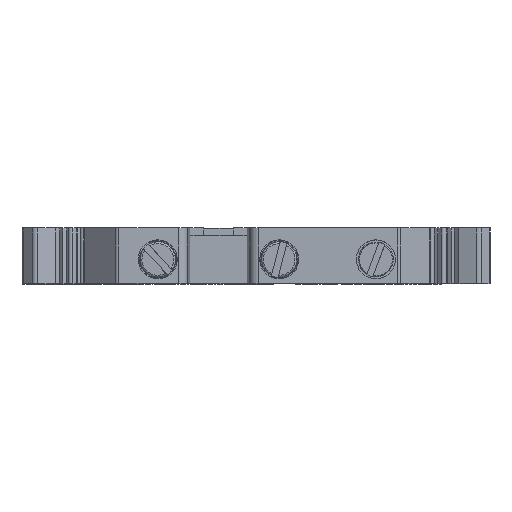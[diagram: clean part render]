
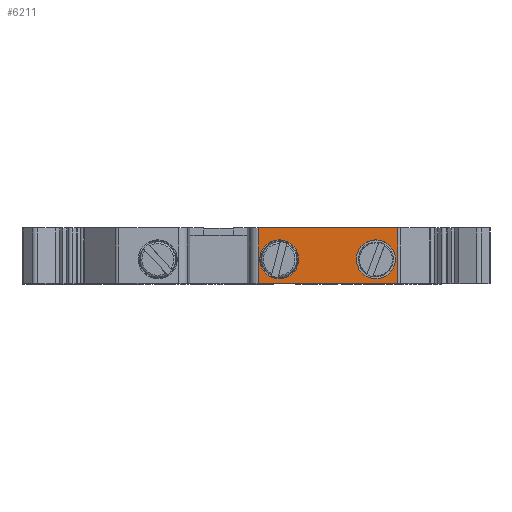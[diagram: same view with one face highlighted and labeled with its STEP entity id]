
A CAD part, top view. The second image highlights one B-rep face of the part: STEP entity #6211.
In plain terms, the highlighted planar face has unit normal (0, 0, 1).
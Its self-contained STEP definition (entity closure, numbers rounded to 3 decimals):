
#52=CIRCLE('',#6343,2.1);
#172=CIRCLE('',#6578,2.1);
#1101=ORIENTED_EDGE('',*,*,#1620,.T.);
#1102=ORIENTED_EDGE('',*,*,#1993,.T.);
#1103=ORIENTED_EDGE('',*,*,#2134,.T.);
#1104=ORIENTED_EDGE('',*,*,#1662,.F.);
#1105=ORIENTED_EDGE('',*,*,#2135,.T.);
#1106=ORIENTED_EDGE('',*,*,#2136,.T.);
#1620=EDGE_CURVE('',#2292,#2292,#52,.T.);
#1662=EDGE_CURVE('',#2334,#2335,#2773,.T.);
#1993=EDGE_CURVE('',#2581,#2580,#3017,.T.);
#2134=EDGE_CURVE('',#2580,#2335,#3136,.F.);
#2135=EDGE_CURVE('',#2334,#2581,#3137,.F.);
#2136=EDGE_CURVE('',#2687,#2687,#172,.T.);
#2292=VERTEX_POINT('',#8036);
#2334=VERTEX_POINT('',#8120);
#2335=VERTEX_POINT('',#8122);
#2580=VERTEX_POINT('',#8784);
#2581=VERTEX_POINT('',#8786);
#2687=VERTEX_POINT('',#9062);
#2773=LINE('',#8121,#3279);
#3017=LINE('',#8785,#3523);
#3136=LINE('',#9058,#3642);
#3137=LINE('',#9060,#3643);
#3279=VECTOR('',#6805,1000.);
#3523=VECTOR('',#7397,1000.);
#3642=VECTOR('',#7612,1000.);
#3643=VECTOR('',#7615,1000.);
#3863=EDGE_LOOP('',(#1101));
#3864=EDGE_LOOP('',(#1102,#1103,#1104,#1105));
#3865=EDGE_LOOP('',(#1106));
#4117=FACE_BOUND('',#3863,.T.);
#4118=FACE_BOUND('',#3864,.T.);
#4119=FACE_BOUND('',#3865,.T.);
#4329=PLANE('',#6577);
#6211=ADVANCED_FACE('',(#4117,#4118,#4119),#4329,.T.);
#6343=AXIS2_PLACEMENT_3D('',#8035,#6750,#6751);
#6577=AXIS2_PLACEMENT_3D('',#9059,#7613,#7614);
#6578=AXIS2_PLACEMENT_3D('',#9061,#7616,#7617);
#6750=DIRECTION('',(0.,0.,-1.));
#6751=DIRECTION('',(1.,0.,0.));
#6805=DIRECTION('',(-1.,0.,0.));
#7397=DIRECTION('',(-1.,0.,0.));
#7612=DIRECTION('',(0.,1.,0.));
#7613=DIRECTION('',(0.,0.,1.));
#7614=DIRECTION('',(1.,0.,0.));
#7615=DIRECTION('',(0.,-1.,0.));
#7616=DIRECTION('',(0.,0.,-1.));
#7617=DIRECTION('',(1.,0.,0.));
#8035=CARTESIAN_POINT('',(6.55,2.6,24.1));
#8036=CARTESIAN_POINT('',(8.65,2.6,24.1));
#8120=CARTESIAN_POINT('',(19.358,0.,24.1));
#8121=CARTESIAN_POINT('',(29.3,0.,24.1));
#8122=CARTESIAN_POINT('',(4.345,0.,24.1));
#8784=CARTESIAN_POINT('',(4.345,6.,24.1));
#8785=CARTESIAN_POINT('',(29.3,6.,24.1));
#8786=CARTESIAN_POINT('',(19.358,6.,24.1));
#9058=CARTESIAN_POINT('',(4.345,6.,24.1));
#9059=CARTESIAN_POINT('',(29.3,6.,24.1));
#9060=CARTESIAN_POINT('',(19.358,70.927,24.1));
#9061=CARTESIAN_POINT('',(16.98,2.6,24.1));
#9062=CARTESIAN_POINT('',(19.08,2.6,24.1));
